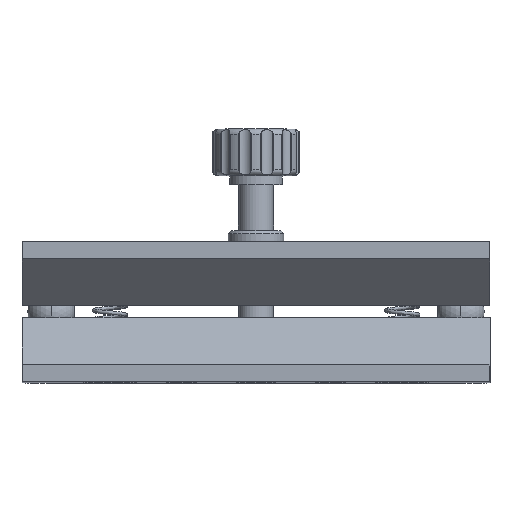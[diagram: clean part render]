
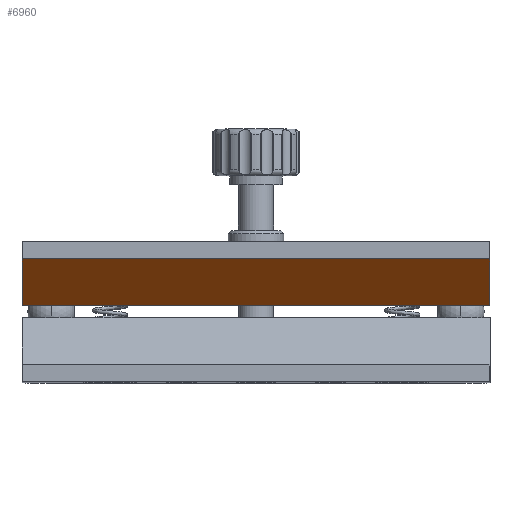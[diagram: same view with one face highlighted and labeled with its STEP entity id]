
A CAD part, top view. The second image highlights one B-rep face of the part: STEP entity #6960.
In plain terms, the highlighted planar face has unit normal (0, -0.707, 0.707).
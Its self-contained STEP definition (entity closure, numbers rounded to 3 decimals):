
#1568 = LINE ( 'NONE', #16224, #10651 ) ;
#3480 = VERTEX_POINT ( 'NONE', #18368 ) ;
#3860 = DIRECTION ( 'NONE',  ( 0., 0.707, 0.707 ) ) ;
#4436 = ORIENTED_EDGE ( 'NONE', *, *, #15192, .T. ) ;
#6407 = LINE ( 'NONE', #17470, #12559 ) ;
#6732 = AXIS2_PLACEMENT_3D ( 'NONE', #10701, #15652, #3860 ) ;
#6960 = ADVANCED_FACE ( 'NONE', ( #9534 ), #20850, .F. ) ;
#7899 = EDGE_CURVE ( 'NONE', #10948, #14518, #11060, .T. ) ;
#7988 = CARTESIAN_POINT ( 'NONE',  ( -15.583, -54.391, 94.547 ) ) ;
#8484 = ORIENTED_EDGE ( 'NONE', *, *, #7899, .F. ) ;
#8871 = DIRECTION ( 'NONE',  ( 0., 0.707, 0.707 ) ) ;
#9534 = FACE_OUTER_BOUND ( 'NONE', #16190, .T. ) ;
#10151 = VERTEX_POINT ( 'NONE', #13952 ) ;
#10243 = CARTESIAN_POINT ( 'NONE',  ( 64.417, -54.391, 94.547 ) ) ;
#10651 = VECTOR ( 'NONE', #11198, 1000. ) ;
#10701 = CARTESIAN_POINT ( 'NONE',  ( -15.583, -54.391, 94.547 ) ) ;
#10948 = VERTEX_POINT ( 'NONE', #7988 ) ;
#11060 = LINE ( 'NONE', #19560, #14562 ) ;
#11198 = DIRECTION ( 'NONE',  ( 1., 0., 0. ) ) ;
#11485 = LINE ( 'NONE', #21344, #18444 ) ;
#12559 = VECTOR ( 'NONE', #8871, 1000. ) ;
#12758 = DIRECTION ( 'NONE',  ( 1., 0., 0. ) ) ;
#12904 = DIRECTION ( 'NONE',  ( 0., 0.707, 0.707 ) ) ;
#13803 = ORIENTED_EDGE ( 'NONE', *, *, #13968, .F. ) ;
#13952 = CARTESIAN_POINT ( 'NONE',  ( -15.583, -62.391, 86.547 ) ) ;
#13968 = EDGE_CURVE ( 'NONE', #10151, #10948, #6407, .T. ) ;
#14518 = VERTEX_POINT ( 'NONE', #10243 ) ;
#14562 = VECTOR ( 'NONE', #12758, 1000. ) ;
#15192 = EDGE_CURVE ( 'NONE', #10151, #3480, #1568, .T. ) ;
#15639 = EDGE_CURVE ( 'NONE', #3480, #14518, #11485, .T. ) ;
#15652 = DIRECTION ( 'NONE',  ( 0., 0.707, -0.707 ) ) ;
#16190 = EDGE_LOOP ( 'NONE', ( #8484, #13803, #4436, #17667 ) ) ;
#16224 = CARTESIAN_POINT ( 'NONE',  ( -15.583, -62.391, 86.547 ) ) ;
#17470 = CARTESIAN_POINT ( 'NONE',  ( -15.583, -54.391, 94.547 ) ) ;
#17667 = ORIENTED_EDGE ( 'NONE', *, *, #15639, .T. ) ;
#18368 = CARTESIAN_POINT ( 'NONE',  ( 64.417, -62.391, 86.547 ) ) ;
#18444 = VECTOR ( 'NONE', #12904, 1000. ) ;
#19560 = CARTESIAN_POINT ( 'NONE',  ( -15.583, -54.391, 94.547 ) ) ;
#20850 = PLANE ( 'NONE',  #6732 ) ;
#21344 = CARTESIAN_POINT ( 'NONE',  ( 64.417, -54.391, 94.547 ) ) ;
